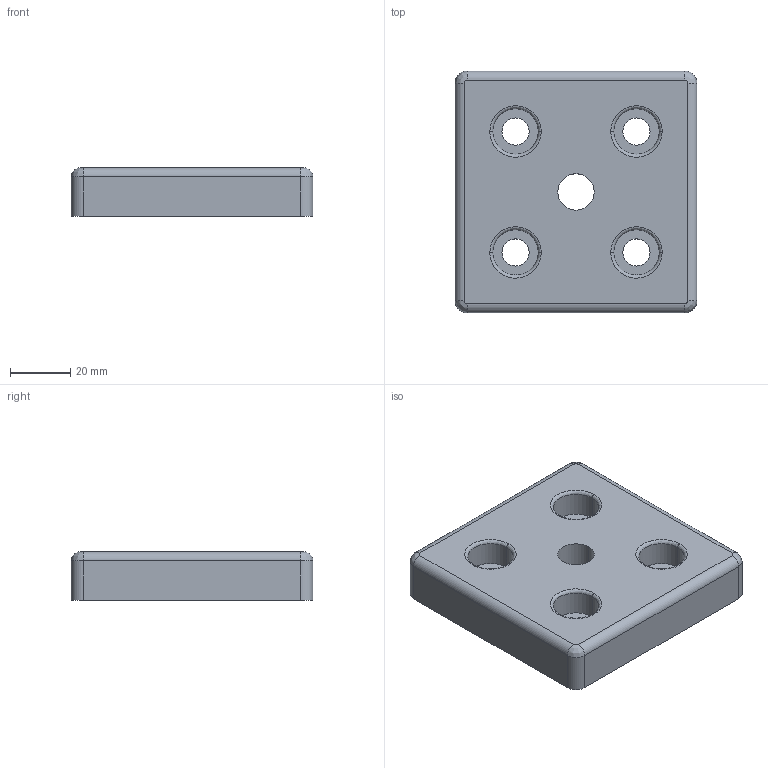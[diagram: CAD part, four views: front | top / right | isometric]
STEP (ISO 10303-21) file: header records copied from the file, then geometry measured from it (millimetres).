
FILE_DESCRIPTION (( 'STEP AP214' ), '1' );
FILE_NAME ('093t80801408r.STEP', '2014-09-05T12:12:30', ( '' ), ( '' ), 'SwSTEP 2.0', 'SolidWorks 2014', '' );
FILE_SCHEMA (( 'AUTOMOTIVE_DESIGN' ));
Length unit declared in the file: millimetre
Products named in the file (1): 093t80801408r
Bounding box: 80 x 80 x 16 mm (x, y, z)
Volume: 58463.5 mm3; surface area: 29209.3 mm2
Topology: 1 solids, 1 shells, 280 faces, 675 edges, 383 vertices
Faces by surface type: cylinder 131, bspline 99, plane 50
Entity records: 13952 total; most frequent: CARTESIAN_POINT 4695, DIRECTION 1321, ORIENTED_EDGE 1298, EDGE_CURVE 649, AXIS2_PLACEMENT_3D 541, VERTEX_POINT 383, CIRCLE 359, EDGE_LOOP 302
